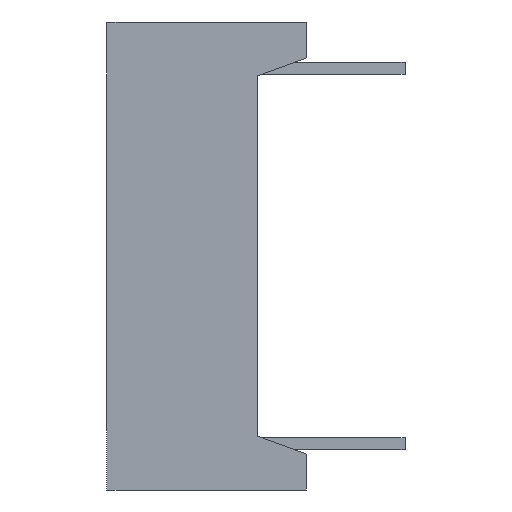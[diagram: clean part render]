
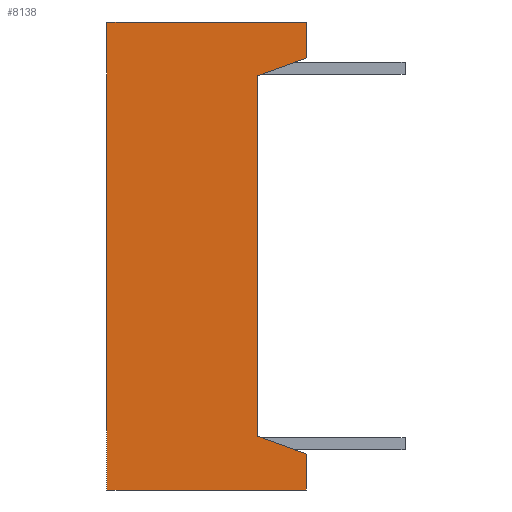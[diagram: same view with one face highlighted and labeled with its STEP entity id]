
A CAD part, left-side view. The second image highlights one B-rep face of the part: STEP entity #8138.
In plain terms, the highlighted planar face has unit normal (-1, 0, 0).
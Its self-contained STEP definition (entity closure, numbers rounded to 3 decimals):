
#6518 = VERTEX_POINT ( 'NONE', #12186 ) ;
#6541 = EDGE_CURVE ( 'NONE', #8144, #8080, #12203, .T. ) ;
#8080 = VERTEX_POINT ( 'NONE', #18357 ) ;
#8082 = EDGE_CURVE ( 'NONE', #8080, #6518, #18356, .T. ) ;
#8128 = VERTEX_POINT ( 'NONE', #18438 ) ;
#8131 = EDGE_CURVE ( 'NONE', #8132, #8128, #18497, .T. ) ;
#8132 = VERTEX_POINT ( 'NONE', #18493 ) ;
#8138 = ADVANCED_FACE ( 'NONE', ( #18482 ), #18533, .T. ) ;
#8139 = EDGE_LOOP ( 'NONE', ( #8140, #8141, #8200, #8201, #8204, #8207, #8209, #8210 ) ) ;
#8140 = ORIENTED_EDGE ( 'NONE', *, *, #8082, .F. ) ;
#8141 = ORIENTED_EDGE ( 'NONE', *, *, #6541, .F. ) ;
#8144 = VERTEX_POINT ( 'NONE', #18524 ) ;
#8151 = VERTEX_POINT ( 'NONE', #18513 ) ;
#8153 = EDGE_CURVE ( 'NONE', #8144, #8151, #18511, .T. ) ;
#8200 = ORIENTED_EDGE ( 'NONE', *, *, #8153, .T. ) ;
#8201 = ORIENTED_EDGE ( 'NONE', *, *, #8202, .T. ) ;
#8202 = EDGE_CURVE ( 'NONE', #8151, #8203, #18656, .T. ) ;
#8203 = VERTEX_POINT ( 'NONE', #18652 ) ;
#8204 = ORIENTED_EDGE ( 'NONE', *, *, #8205, .F. ) ;
#8205 = EDGE_CURVE ( 'NONE', #8206, #8203, #18720, .T. ) ;
#8206 = VERTEX_POINT ( 'NONE', #18716 ) ;
#8207 = ORIENTED_EDGE ( 'NONE', *, *, #8208, .F. ) ;
#8208 = EDGE_CURVE ( 'NONE', #8132, #8206, #18715, .T. ) ;
#8209 = ORIENTED_EDGE ( 'NONE', *, *, #8131, .T. ) ;
#8210 = ORIENTED_EDGE ( 'NONE', *, *, #8211, .F. ) ;
#8211 = EDGE_CURVE ( 'NONE', #6518, #8128, #18711, .T. ) ;
#12186 = CARTESIAN_POINT ( 'NONE',  ( -18.8, -6.1, -7.312 ) ) ;
#12202 = CARTESIAN_POINT ( 'NONE',  ( -18.8, 3.269, 3.902 ) ) ;
#12203 = LINE ( 'NONE', #12202, #12247 ) ;
#12246 = DIRECTION ( 'NONE',  ( 0., 0.94, -0.342 ) ) ;
#12247 = VECTOR ( 'NONE', #12246, 1000. ) ;
#18353 = DIRECTION ( 'NONE',  ( 0., 0., -1. ) ) ;
#18354 = VECTOR ( 'NONE', #18353, 1000. ) ;
#18355 = CARTESIAN_POINT ( 'NONE',  ( -18.8, -6.1, -16.207 ) ) ;
#18356 = LINE ( 'NONE', #18355, #18354 ) ;
#18357 = CARTESIAN_POINT ( 'NONE',  ( -18.8, -6.1, 7.312 ) ) ;
#18438 = CARTESIAN_POINT ( 'NONE',  ( -18.8, -8.1, -8.04 ) ) ;
#18482 = FACE_OUTER_BOUND ( 'NONE', #8139, .T. ) ;
#18493 = CARTESIAN_POINT ( 'NONE',  ( -18.8, -8.1, -9.5 ) ) ;
#18494 = DIRECTION ( 'NONE',  ( 0., 0., 1. ) ) ;
#18495 = VECTOR ( 'NONE', #18494, 1000. ) ;
#18496 = CARTESIAN_POINT ( 'NONE',  ( -18.8, -8.1, 0. ) ) ;
#18497 = LINE ( 'NONE', #18496, #18495 ) ;
#18508 = DIRECTION ( 'NONE',  ( 0., 0., 1. ) ) ;
#18509 = VECTOR ( 'NONE', #18508, 1000. ) ;
#18510 = CARTESIAN_POINT ( 'NONE',  ( -18.8, -8.1, 0. ) ) ;
#18511 = LINE ( 'NONE', #18510, #18509 ) ;
#18513 = CARTESIAN_POINT ( 'NONE',  ( -18.8, -8.1, 9.5 ) ) ;
#18524 = CARTESIAN_POINT ( 'NONE',  ( -18.8, -8.1, 8.04 ) ) ;
#18528 = DIRECTION ( 'NONE',  ( 0., 0., 1. ) ) ;
#18529 = DIRECTION ( 'NONE',  ( -1., 0., 0. ) ) ;
#18530 = CARTESIAN_POINT ( 'NONE',  ( -18.8, -8.1, 0. ) ) ;
#18531 = AXIS2_PLACEMENT_3D ( 'NONE', #18530, #18529, #18528 ) ;
#18533 = PLANE ( 'NONE',  #18531 ) ;
#18652 = CARTESIAN_POINT ( 'NONE',  ( -18.8, 0., 9.5 ) ) ;
#18653 = DIRECTION ( 'NONE',  ( 0., 1., 0. ) ) ;
#18654 = VECTOR ( 'NONE', #18653, 1000. ) ;
#18655 = CARTESIAN_POINT ( 'NONE',  ( -18.8, -8.1, 9.5 ) ) ;
#18656 = LINE ( 'NONE', #18655, #18654 ) ;
#18708 = DIRECTION ( 'NONE',  ( 0., -0.94, -0.342 ) ) ;
#18709 = VECTOR ( 'NONE', #18708, 1000. ) ;
#18710 = CARTESIAN_POINT ( 'NONE',  ( -18.8, -7.149, -7.694 ) ) ;
#18711 = LINE ( 'NONE', #18710, #18709 ) ;
#18712 = DIRECTION ( 'NONE',  ( 0., 1., 0. ) ) ;
#18713 = VECTOR ( 'NONE', #18712, 1000. ) ;
#18714 = CARTESIAN_POINT ( 'NONE',  ( -18.8, -8.1, -9.5 ) ) ;
#18715 = LINE ( 'NONE', #18714, #18713 ) ;
#18716 = CARTESIAN_POINT ( 'NONE',  ( -18.8, 0., -9.5 ) ) ;
#18717 = DIRECTION ( 'NONE',  ( 0., 0., 1. ) ) ;
#18718 = VECTOR ( 'NONE', #18717, 1000. ) ;
#18719 = CARTESIAN_POINT ( 'NONE',  ( -18.8, 0., 0. ) ) ;
#18720 = LINE ( 'NONE', #18719, #18718 ) ;
